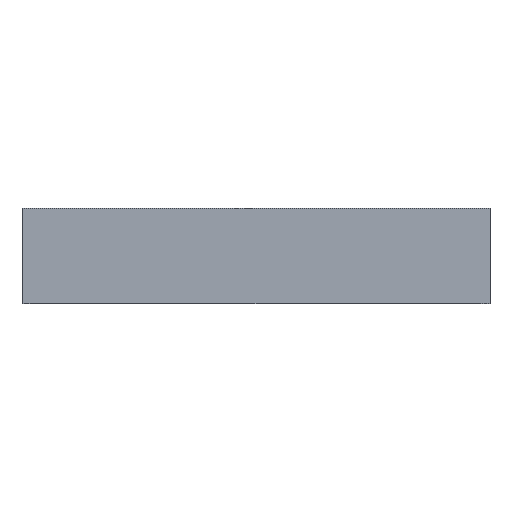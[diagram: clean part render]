
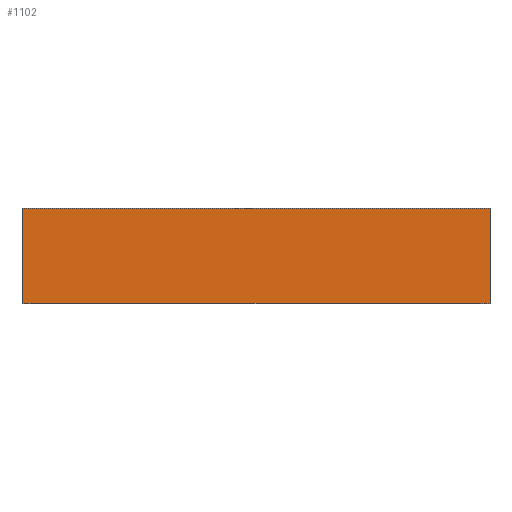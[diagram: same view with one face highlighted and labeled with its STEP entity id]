
A CAD part, top view. The second image highlights one B-rep face of the part: STEP entity #1102.
In plain terms, the highlighted planar face has unit normal (0, 0, 1).
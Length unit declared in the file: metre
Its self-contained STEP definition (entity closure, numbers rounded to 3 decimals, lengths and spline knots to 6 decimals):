
#1102 = ADVANCED_FACE( '', ( #2710 ), #2711, .T. );
#2710 = FACE_OUTER_BOUND( '', #4859, .T. );
#2711 = PLANE( '', #4860 );
#4859 = EDGE_LOOP( '', ( #8211, #8212, #8213, #8214 ) );
#4860 = AXIS2_PLACEMENT_3D( '', #8215, #8216, #8217 );
#8211 = ORIENTED_EDGE( '', *, *, #13509, .F. );
#8212 = ORIENTED_EDGE( '', *, *, #13510, .T. );
#8213 = ORIENTED_EDGE( '', *, *, #13511, .T. );
#8214 = ORIENTED_EDGE( '', *, *, #13512, .F. );
#8215 = CARTESIAN_POINT( '', ( 0., 0., 2.6416 ) );
#8216 = DIRECTION( '', ( 0., 0., 1. ) );
#8217 = DIRECTION( '', ( 1., 0., 0. ) );
#13509 = EDGE_CURVE( '', #16632, #16633, #16634, .T. );
#13510 = EDGE_CURVE( '', #16632, #16635, #16636, .T. );
#13511 = EDGE_CURVE( '', #16635, #16637, #16638, .T. );
#13512 = EDGE_CURVE( '', #16633, #16637, #16639, .T. );
#16632 = VERTEX_POINT( '', #20956 );
#16633 = VERTEX_POINT( '', #20957 );
#16634 = LINE( '', #20958, #20959 );
#16635 = VERTEX_POINT( '', #20960 );
#16636 = LINE( '', #20961, #20962 );
#16637 = VERTEX_POINT( '', #20963 );
#16638 = LINE( '', #20964, #20965 );
#16639 = LINE( '', #20966, #20967 );
#20956 = CARTESIAN_POINT( '', ( -6.1214, 1.2446, 2.6416 ) );
#20957 = CARTESIAN_POINT( '', ( 6.1214, 1.2446, 2.6416 ) );
#20958 = CARTESIAN_POINT( '', ( 0., 1.2446, 2.6416 ) );
#20959 = VECTOR( '', #24326, 1. );
#20960 = CARTESIAN_POINT( '', ( -6.1214, -1.2446, 2.6416 ) );
#20961 = CARTESIAN_POINT( '', ( -6.1214, 0., 2.6416 ) );
#20962 = VECTOR( '', #24327, 1. );
#20963 = CARTESIAN_POINT( '', ( 6.1214, -1.2446, 2.6416 ) );
#20964 = CARTESIAN_POINT( '', ( 0., -1.2446, 2.6416 ) );
#20965 = VECTOR( '', #24328, 1. );
#20966 = CARTESIAN_POINT( '', ( 6.1214, 0., 2.6416 ) );
#20967 = VECTOR( '', #24329, 1. );
#24326 = DIRECTION( '', ( 1., 0., 0. ) );
#24327 = DIRECTION( '', ( 0., -1., 0. ) );
#24328 = DIRECTION( '', ( 1., 0., 0. ) );
#24329 = DIRECTION( '', ( 0., -1., 0. ) );
